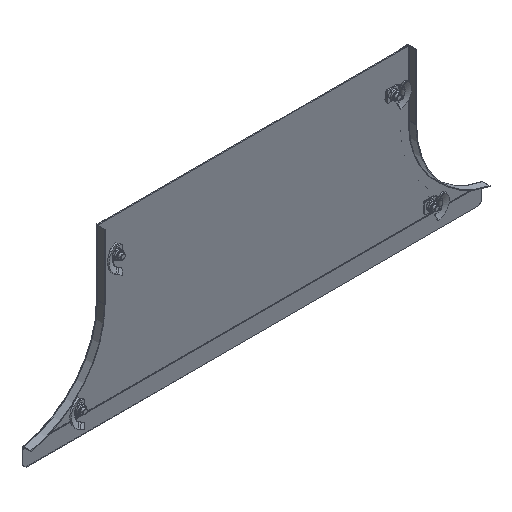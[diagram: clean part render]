
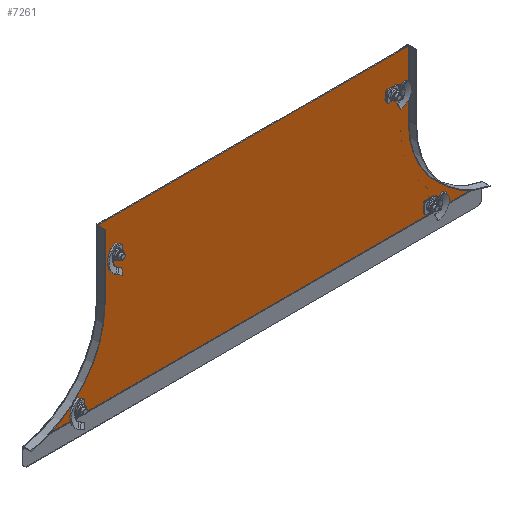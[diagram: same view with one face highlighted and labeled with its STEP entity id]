
A CAD part, isometric view. The second image highlights one B-rep face of the part: STEP entity #7261.
In plain terms, the highlighted planar face has unit normal (0, -1, 0).
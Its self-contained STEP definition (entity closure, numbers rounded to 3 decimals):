
#136 = CIRCLE ( 'NONE', #6372, 8.25 ) ;
#269 = DIRECTION ( 'NONE',  ( 0., 0., 1. ) ) ;
#347 = EDGE_CURVE ( 'NONE', #5742, #873, #136, .T. ) ;
#441 = VERTEX_POINT ( 'NONE', #3263 ) ;
#458 = CARTESIAN_POINT ( 'NONE',  ( 283.781, -1.5, -230.25 ) ) ;
#499 = CIRCLE ( 'NONE', #8073, 8.25 ) ;
#553 = EDGE_CURVE ( 'NONE', #1689, #1815, #2471, .T. ) ;
#574 = ORIENTED_EDGE ( 'NONE', *, *, #347, .T. ) ;
#687 = VECTOR ( 'NONE', #988, 1000. ) ;
#699 = VERTEX_POINT ( 'NONE', #2907 ) ;
#705 = DIRECTION ( 'NONE',  ( 0., 0., -1. ) ) ;
#731 = AXIS2_PLACEMENT_3D ( 'NONE', #7967, #1625, #2210 ) ;
#816 = DIRECTION ( 'NONE',  ( 0., 1., 0. ) ) ;
#873 = VERTEX_POINT ( 'NONE', #5712 ) ;
#893 = ORIENTED_EDGE ( 'NONE', *, *, #8045, .T. ) ;
#896 = CARTESIAN_POINT ( 'NONE',  ( 400., -1.5, -251.964 ) ) ;
#935 = DIRECTION ( 'NONE',  ( 0., 0., -1. ) ) ;
#988 = DIRECTION ( 'NONE',  ( 0., 0., -1. ) ) ;
#1331 = CARTESIAN_POINT ( 'NONE',  ( -283.781, -1.5, -230.25 ) ) ;
#1423 = ORIENTED_EDGE ( 'NONE', *, *, #7867, .T. ) ;
#1444 = CARTESIAN_POINT ( 'NONE',  ( -250., -1.5, -105. ) ) ;
#1501 = DIRECTION ( 'NONE',  ( 0., 0., -1. ) ) ;
#1552 = DIRECTION ( 'NONE',  ( 0., 1., 0. ) ) ;
#1625 = DIRECTION ( 'NONE',  ( 0., 1., 0. ) ) ;
#1647 = DIRECTION ( 'NONE',  ( 0., 0., -1. ) ) ;
#1689 = VERTEX_POINT ( 'NONE', #6509 ) ;
#1708 = LINE ( 'NONE', #2760, #2209 ) ;
#1736 = CIRCLE ( 'NONE', #6709, 150. ) ;
#1804 = VECTOR ( 'NONE', #2879, 1000. ) ;
#1815 = VERTEX_POINT ( 'NONE', #1826 ) ;
#1826 = CARTESIAN_POINT ( 'NONE',  ( -250., -1.5, 0. ) ) ;
#1842 = EDGE_LOOP ( 'NONE', ( #4716, #7064, #7038, #3214, #4874, #2916 ) ) ;
#1898 = AXIS2_PLACEMENT_3D ( 'NONE', #8098, #7095, #3858 ) ;
#1987 = DIRECTION ( 'NONE',  ( 0., -1., 0. ) ) ;
#2007 = EDGE_LOOP ( 'NONE', ( #574, #1423 ) ) ;
#2054 = AXIS2_PLACEMENT_3D ( 'NONE', #6475, #1987, #705 ) ;
#2209 = VECTOR ( 'NONE', #7223, 1000. ) ;
#2210 = DIRECTION ( 'NONE',  ( 0., 0., -1. ) ) ;
#2234 = VERTEX_POINT ( 'NONE', #3667 ) ;
#2471 = LINE ( 'NONE', #1444, #6714 ) ;
#2591 = EDGE_CURVE ( 'NONE', #2234, #699, #6853, .T. ) ;
#2612 = CIRCLE ( 'NONE', #3311, 8.25 ) ;
#2662 = CIRCLE ( 'NONE', #1898, 8.25 ) ;
#2760 = CARTESIAN_POINT ( 'NONE',  ( -250., -1.5, 0. ) ) ;
#2797 = CARTESIAN_POINT ( 'NONE',  ( 250., -1.5, 0. ) ) ;
#2799 = CARTESIAN_POINT ( 'NONE',  ( -223., -1.5, -52.5 ) ) ;
#2823 = EDGE_CURVE ( 'NONE', #1815, #8205, #1708, .T. ) ;
#2879 = DIRECTION ( 'NONE',  ( 1., 0., 0. ) ) ;
#2907 = CARTESIAN_POINT ( 'NONE',  ( -223., -1.5, -60.75 ) ) ;
#2916 = ORIENTED_EDGE ( 'NONE', *, *, #553, .F. ) ;
#3031 = CARTESIAN_POINT ( 'NONE',  ( 250., -1.5, -105. ) ) ;
#3125 = ORIENTED_EDGE ( 'NONE', *, *, #7518, .T. ) ;
#3214 = ORIENTED_EDGE ( 'NONE', *, *, #6890, .F. ) ;
#3217 = CARTESIAN_POINT ( 'NONE',  ( 223., -1.5, -52.5 ) ) ;
#3220 = EDGE_CURVE ( 'NONE', #441, #5932, #7344, .T. ) ;
#3263 = CARTESIAN_POINT ( 'NONE',  ( -283.781, -1.5, -246.75 ) ) ;
#3311 = AXIS2_PLACEMENT_3D ( 'NONE', #4917, #5561, #6202 ) ;
#3314 = PLANE ( 'NONE',  #2054 ) ;
#3425 = DIRECTION ( 'NONE',  ( 0., 0., -1. ) ) ;
#3436 = CIRCLE ( 'NONE', #5409, 8.25 ) ;
#3553 = CARTESIAN_POINT ( 'NONE',  ( 283.781, -1.5, -238.5 ) ) ;
#3667 = CARTESIAN_POINT ( 'NONE',  ( -223., -1.5, -44.25 ) ) ;
#3703 = EDGE_CURVE ( 'NONE', #5732, #4122, #5219, .T. ) ;
#3838 = FACE_BOUND ( 'NONE', #2007, .T. ) ;
#3858 = DIRECTION ( 'NONE',  ( 0., 0., -1. ) ) ;
#3904 = EDGE_CURVE ( 'NONE', #5932, #441, #2662, .T. ) ;
#4122 = VERTEX_POINT ( 'NONE', #6203 ) ;
#4250 = ORIENTED_EDGE ( 'NONE', *, *, #3220, .T. ) ;
#4256 = CIRCLE ( 'NONE', #7049, 8.25 ) ;
#4351 = ORIENTED_EDGE ( 'NONE', *, *, #3904, .T. ) ;
#4410 = EDGE_CURVE ( 'NONE', #4501, #8261, #499, .T. ) ;
#4501 = VERTEX_POINT ( 'NONE', #458 ) ;
#4550 = FACE_BOUND ( 'NONE', #7148, .T. ) ;
#4641 = FACE_BOUND ( 'NONE', #5625, .T. ) ;
#4679 = DIRECTION ( 'NONE',  ( 0., 1., 0. ) ) ;
#4699 = CARTESIAN_POINT ( 'NONE',  ( 400., -1.5, -105. ) ) ;
#4716 = ORIENTED_EDGE ( 'NONE', *, *, #7297, .F. ) ;
#4874 = ORIENTED_EDGE ( 'NONE', *, *, #2823, .F. ) ;
#4877 = CARTESIAN_POINT ( 'NONE',  ( 250., -1.5, 0. ) ) ;
#4917 = CARTESIAN_POINT ( 'NONE',  ( 223., -1.5, -52.5 ) ) ;
#5161 = DIRECTION ( 'NONE',  ( 0., 1., 0. ) ) ;
#5219 = LINE ( 'NONE', #896, #1804 ) ;
#5223 = CARTESIAN_POINT ( 'NONE',  ( 283.781, -1.5, -238.5 ) ) ;
#5237 = FACE_BOUND ( 'NONE', #5545, .T. ) ;
#5409 = AXIS2_PLACEMENT_3D ( 'NONE', #6610, #4679, #7044 ) ;
#5483 = AXIS2_PLACEMENT_3D ( 'NONE', #4699, #5977, #3425 ) ;
#5545 = EDGE_LOOP ( 'NONE', ( #6434, #3125 ) ) ;
#5561 = DIRECTION ( 'NONE',  ( 0., 1., 0. ) ) ;
#5625 = EDGE_LOOP ( 'NONE', ( #4351, #4250 ) ) ;
#5712 = CARTESIAN_POINT ( 'NONE',  ( 223., -1.5, -60.75 ) ) ;
#5732 = VERTEX_POINT ( 'NONE', #6873 ) ;
#5742 = VERTEX_POINT ( 'NONE', #6915 ) ;
#5932 = VERTEX_POINT ( 'NONE', #1331 ) ;
#5977 = DIRECTION ( 'NONE',  ( 0., -1., 0. ) ) ;
#6202 = DIRECTION ( 'NONE',  ( 0., 0., -1. ) ) ;
#6203 = CARTESIAN_POINT ( 'NONE',  ( 369.976, -1.5, -251.964 ) ) ;
#6285 = AXIS2_PLACEMENT_3D ( 'NONE', #2799, #816, #1501 ) ;
#6364 = CIRCLE ( 'NONE', #5483, 150. ) ;
#6372 = AXIS2_PLACEMENT_3D ( 'NONE', #3217, #5161, #6455 ) ;
#6434 = ORIENTED_EDGE ( 'NONE', *, *, #2591, .T. ) ;
#6455 = DIRECTION ( 'NONE',  ( 0., 0., -1. ) ) ;
#6475 = CARTESIAN_POINT ( 'NONE',  ( 400., -1.5, -105. ) ) ;
#6486 = ORIENTED_EDGE ( 'NONE', *, *, #4410, .T. ) ;
#6509 = CARTESIAN_POINT ( 'NONE',  ( -250., -1.5, -105. ) ) ;
#6520 = DIRECTION ( 'NONE',  ( 0., 0., -1. ) ) ;
#6572 = CARTESIAN_POINT ( 'NONE',  ( 283.781, -1.5, -246.75 ) ) ;
#6610 = CARTESIAN_POINT ( 'NONE',  ( -223., -1.5, -52.5 ) ) ;
#6709 = AXIS2_PLACEMENT_3D ( 'NONE', #7552, #8081, #1647 ) ;
#6714 = VECTOR ( 'NONE', #269, 1000. ) ;
#6853 = CIRCLE ( 'NONE', #6285, 8.25 ) ;
#6873 = CARTESIAN_POINT ( 'NONE',  ( -369.976, -1.5, -251.964 ) ) ;
#6890 = EDGE_CURVE ( 'NONE', #8205, #7152, #7605, .T. ) ;
#6915 = CARTESIAN_POINT ( 'NONE',  ( 223., -1.5, -44.25 ) ) ;
#7038 = ORIENTED_EDGE ( 'NONE', *, *, #8245, .F. ) ;
#7044 = DIRECTION ( 'NONE',  ( 0., 0., -1. ) ) ;
#7049 = AXIS2_PLACEMENT_3D ( 'NONE', #5223, #7806, #6520 ) ;
#7064 = ORIENTED_EDGE ( 'NONE', *, *, #3703, .T. ) ;
#7095 = DIRECTION ( 'NONE',  ( 0., 1., 0. ) ) ;
#7148 = EDGE_LOOP ( 'NONE', ( #6486, #893 ) ) ;
#7152 = VERTEX_POINT ( 'NONE', #3031 ) ;
#7223 = DIRECTION ( 'NONE',  ( 1., 0., 0. ) ) ;
#7261 = ADVANCED_FACE ( 'NONE', ( #4641, #5237, #4550, #3838, #7783 ), #3314, .T. ) ;
#7297 = EDGE_CURVE ( 'NONE', #5732, #1689, #1736, .T. ) ;
#7344 = CIRCLE ( 'NONE', #731, 8.25 ) ;
#7518 = EDGE_CURVE ( 'NONE', #699, #2234, #3436, .T. ) ;
#7552 = CARTESIAN_POINT ( 'NONE',  ( -400., -1.5, -105. ) ) ;
#7605 = LINE ( 'NONE', #4877, #687 ) ;
#7783 = FACE_OUTER_BOUND ( 'NONE', #1842, .T. ) ;
#7806 = DIRECTION ( 'NONE',  ( 0., 1., 0. ) ) ;
#7867 = EDGE_CURVE ( 'NONE', #873, #5742, #2612, .T. ) ;
#7967 = CARTESIAN_POINT ( 'NONE',  ( -283.781, -1.5, -238.5 ) ) ;
#8045 = EDGE_CURVE ( 'NONE', #8261, #4501, #4256, .T. ) ;
#8073 = AXIS2_PLACEMENT_3D ( 'NONE', #3553, #1552, #935 ) ;
#8081 = DIRECTION ( 'NONE',  ( 0., -1., 0. ) ) ;
#8098 = CARTESIAN_POINT ( 'NONE',  ( -283.781, -1.5, -238.5 ) ) ;
#8205 = VERTEX_POINT ( 'NONE', #2797 ) ;
#8245 = EDGE_CURVE ( 'NONE', #7152, #4122, #6364, .T. ) ;
#8261 = VERTEX_POINT ( 'NONE', #6572 ) ;
